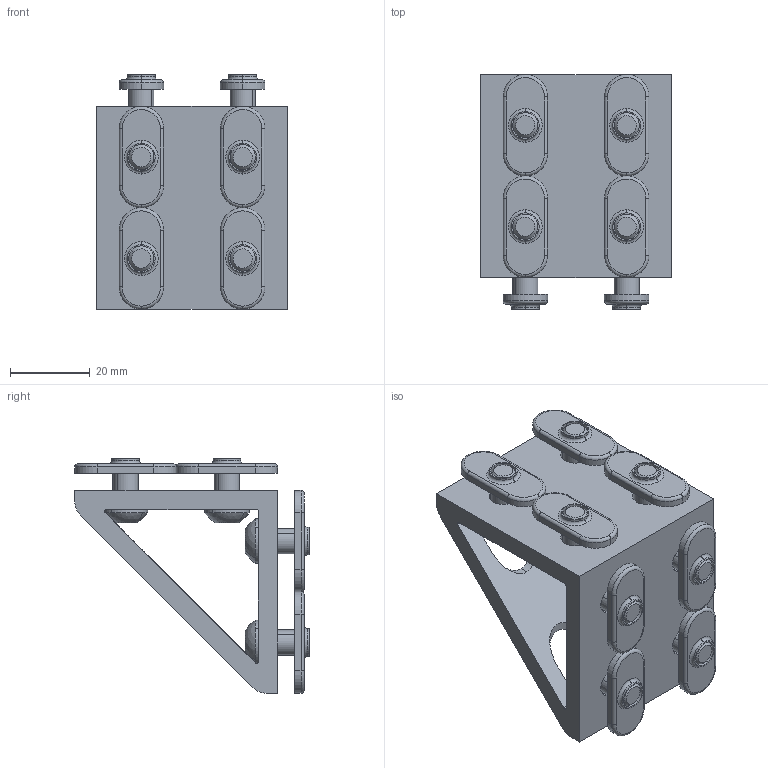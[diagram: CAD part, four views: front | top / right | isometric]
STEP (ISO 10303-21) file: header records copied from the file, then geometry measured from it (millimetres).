
FILE_DESCRIPTION (( 'STEP AP203' ), '1' );
FILE_NAME ('653075.SLDASM.step', '2003-10-13T11:22:31', ( 'Jerry Winters' ), ( 'GoEngineer' ), 'SwSTEP 2.0', 'SolidWorks 2003174', '' );
FILE_SCHEMA (( 'CONFIG_CONTROL_DESIGN' ));
Length unit declared in the file: inch
Products named in the file (6): 653075.SLDASM; Inside Corner Gussets_653075; 651171; 651163; 651021; Socket Button Head Cap Screw_AI_SBHCSCREW 0.25-20x0.5-HX-C
Assembly tree (12 placements, depth 4):
  653075.SLDASM
    651171  x8
      651163
      651021
        Socket Button Head Cap Screw_AI_SBHCSCREW 0.25-20x0.5-HX-C
    Inside Corner Gussets_653075
Bounding box: 47.62 x 58.72 x 58.72 mm (x, y, z)
Volume: 39222.2 mm3; surface area: 25279.8 mm2
Topology: 17 solids, 17 shells, 426 faces, 980 edges, 592 vertices
Faces by surface type: plane 170, cylinder 168, torus 40, cone 32, sphere 16
Entity records: 4549 total; most frequent: CARTESIAN_POINT 938, ORIENTED_EDGE 598, DIRECTION 589, EDGE_CURVE 299, AXIS2_PLACEMENT_3D 233, VERTEX_POINT 186, EDGE_LOOP 145, LINE 123
